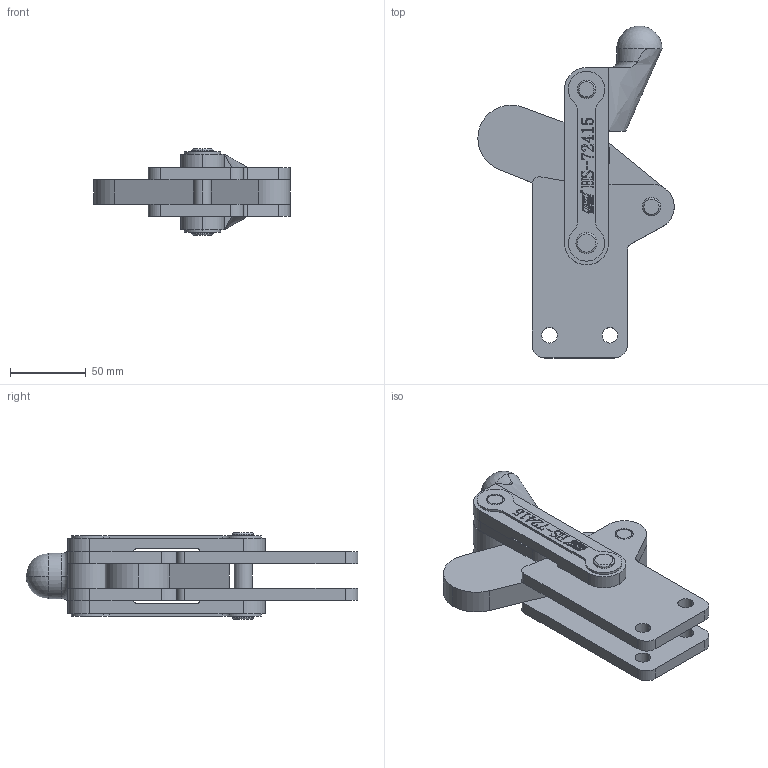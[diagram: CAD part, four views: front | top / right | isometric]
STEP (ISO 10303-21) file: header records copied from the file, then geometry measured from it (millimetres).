
FILE_DESCRIPTION (( 'STEP AP203' ), '1' );
FILE_NAME ('HS-72415 装配体.STEP', '2018-12-07T08:14:55', ( 'PCOS' ), ( '微软中国' ), 'SwSTEP 2.0', 'SolidWorks 2012', '' );
FILE_SCHEMA (( 'CONFIG_CONTROL_DESIGN' ));
Length unit declared in the file: millimetre
Products named in the file (8): 种1; 忒梟; 蟀裝; 菁釱; HS-72415 蚾饜极; 揤旋; 种3; 种2
Assembly tree (9 placements, depth 2):
  HS-72415 蚾饜极
    菁釱
    蟀裝  x2
    忒梟
    种1  x2
    种2
    种3
    揤旋
Bounding box: 129.86 x 219.6 x 57 mm (x, y, z)
Volume: 366052.3 mm3; surface area: 106508.9 mm2
Topology: 10 solids, 10 shells, 536 faces, 1447 edges, 959 vertices
Faces by surface type: plane 259, cylinder 130, bspline 127, cone 12, torus 6, sphere 2
Entity records: 22210 total; most frequent: CARTESIAN_POINT 8813, ORIENTED_EDGE 2804, DIRECTION 2216, EDGE_CURVE 1402, VERTEX_POINT 931, VECTOR 876, LINE 876, AXIS2_PLACEMENT_3D 670
